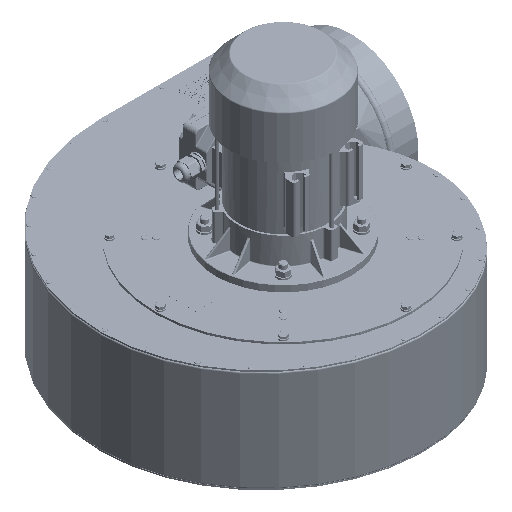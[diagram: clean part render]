
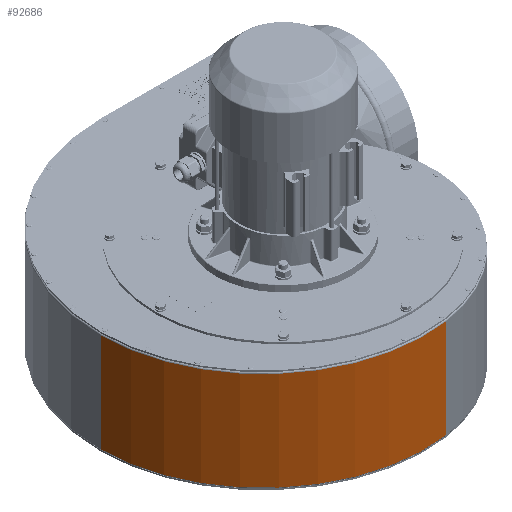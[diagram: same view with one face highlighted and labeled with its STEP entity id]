
A CAD part, isometric view. The second image highlights one B-rep face of the part: STEP entity #92686.
In plain terms, the highlighted cylindrical face has radius 241.05 mm (diameter 482.1 mm), a partial arc.
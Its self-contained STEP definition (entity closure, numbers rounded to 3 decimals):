
#10014=FACE_OUTER_BOUND('',#15612,.T.);
#15612=EDGE_LOOP('',(#64784,#64785,#64786,#64787));
#21465=LINE('',#137519,#28136);
#21466=LINE('',#137521,#28137);
#28136=VECTOR('',#111183,10.);
#28137=VECTOR('',#111186,10.);
#34763=CIRCLE('',#99469,241.05);
#34776=CIRCLE('',#99490,241.05);
#38830=VERTEX_POINT('',#137455);
#38831=VERTEX_POINT('',#137459);
#38838=VERTEX_POINT('',#137487);
#38839=VERTEX_POINT('',#137491);
#48550=EDGE_CURVE('',#38831,#38830,#34763,.T.);
#48566=EDGE_CURVE('',#38838,#38839,#34776,.T.);
#48579=EDGE_CURVE('',#38831,#38839,#21465,.T.);
#48580=EDGE_CURVE('',#38830,#38838,#21466,.T.);
#64784=ORIENTED_EDGE('',*,*,#48550,.F.);
#64785=ORIENTED_EDGE('',*,*,#48579,.T.);
#64786=ORIENTED_EDGE('',*,*,#48566,.F.);
#64787=ORIENTED_EDGE('',*,*,#48580,.F.);
#85493=CYLINDRICAL_SURFACE('',#99507,241.05);
#92686=ADVANCED_FACE('',(#10014),#85493,.T.);
#99469=AXIS2_PLACEMENT_3D('',#137461,#111100,#111101);
#99490=AXIS2_PLACEMENT_3D('',#137493,#111145,#111146);
#99507=AXIS2_PLACEMENT_3D('',#137520,#111184,#111185);
#111100=DIRECTION('center_axis',(0.,0.,-1.));
#111101=DIRECTION('ref_axis',(-0.655,-0.755,0.));
#111145=DIRECTION('center_axis',(0.,0.,1.));
#111146=DIRECTION('ref_axis',(-0.655,-0.755,0.));
#111183=DIRECTION('',(0.,0.,1.));
#111184=DIRECTION('center_axis',(0.,0.,1.));
#111185=DIRECTION('ref_axis',(-1.,0.,0.));
#111186=DIRECTION('',(0.,0.,1.));
#137455=CARTESIAN_POINT('',(-254.35,17.,-148.125));
#137459=CARTESIAN_POINT('',(20.654,-221.647,-148.125));
#137461=CARTESIAN_POINT('Origin',(-13.3,17.,-148.125));
#137487=CARTESIAN_POINT('',(-254.35,17.,-1.875));
#137491=CARTESIAN_POINT('',(20.654,-221.647,-1.875));
#137493=CARTESIAN_POINT('Origin',(-13.3,17.,-1.875));
#137519=CARTESIAN_POINT('',(20.654,-221.647,0.));
#137520=CARTESIAN_POINT('Origin',(-13.3,17.,-75.));
#137521=CARTESIAN_POINT('',(-254.35,17.,0.));
